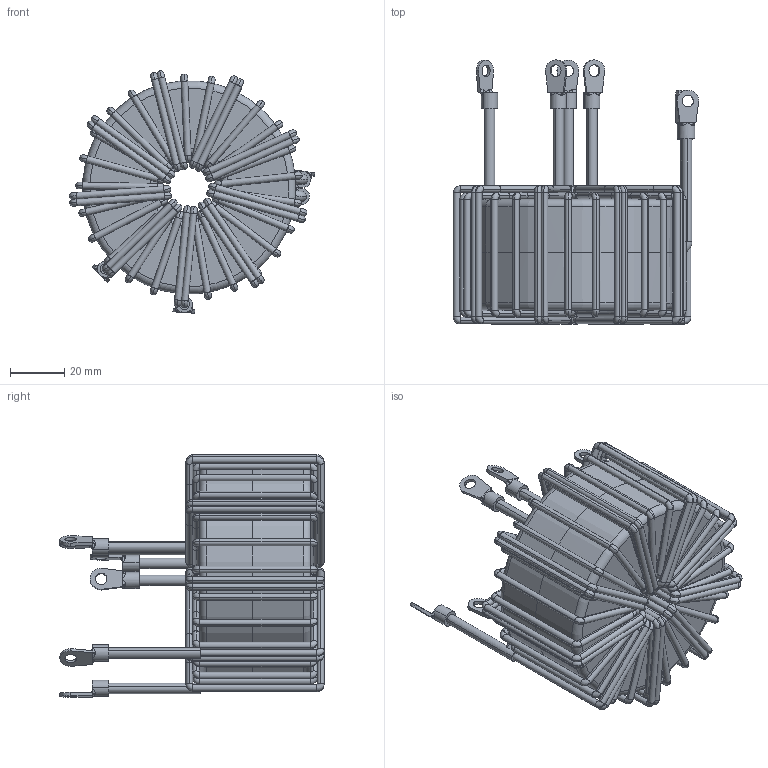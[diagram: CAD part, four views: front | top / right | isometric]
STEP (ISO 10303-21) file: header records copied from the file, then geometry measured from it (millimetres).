
FILE_DESCRIPTION (( 'STEP AP203' ), '1' );
FILE_NAME ('3DP11step.STEP', '2019-02-14T15:41:32', ( 'AdministradorLocal' ), ( 'Microsoft' ), 'SwSTEP 2.0', 'SolidWorks 2018', '' );
FILE_SCHEMA (( 'CONFIG_CONTROL_DESIGN' ));
Length unit declared in the file: millimetre
Products named in the file (1): 3DP11step
Bounding box: 90.57 x 97.5 x 89.52 mm (x, y, z)
Volume: 216526.8 mm3; surface area: 120454.9 mm2
Topology: 58 solids, 58 shells, 1059 faces, 2775 edges, 1708 vertices
Faces by surface type: cylinder 545, torus 374, plane 92, bspline 48
Entity records: 35270 total; most frequent: CARTESIAN_POINT 7851, DIRECTION 6653, ORIENTED_EDGE 5478, AXIS2_PLACEMENT_3D 2978, EDGE_CURVE 2739, CIRCLE 1966, VERTEX_POINT 1708, EDGE_LOOP 1087
